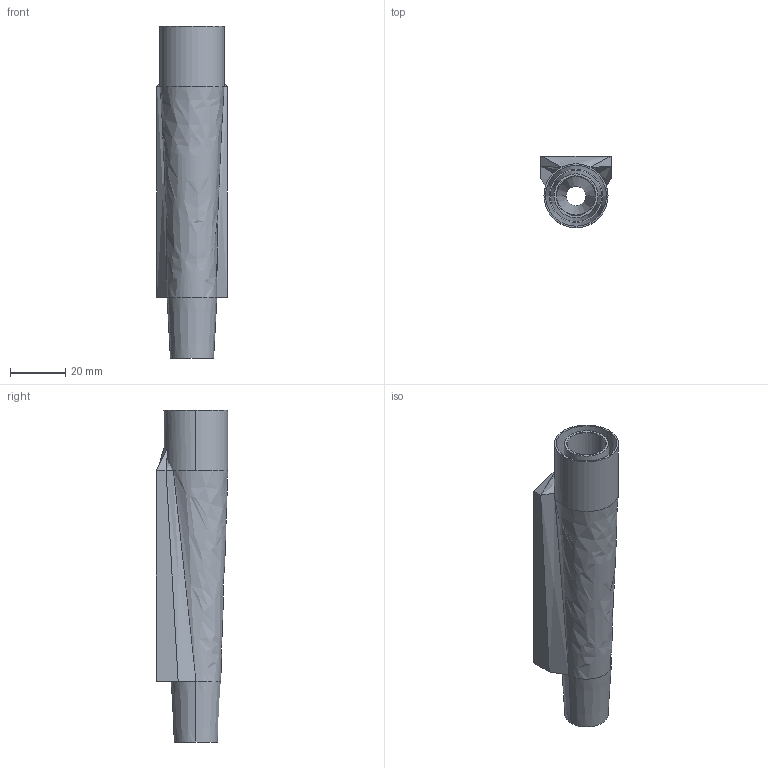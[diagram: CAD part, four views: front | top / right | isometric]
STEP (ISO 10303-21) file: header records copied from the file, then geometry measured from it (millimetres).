
FILE_DESCRIPTION (( 'STEP AP203' ), '1' );
FILE_NAME ('venturi_design_ver402.STEP', '2020-04-08T20:01:48', ( '' ), ( '' ), 'SwSTEP 2.0', 'SolidWorks 2018', '' );
FILE_SCHEMA (( 'CONFIG_CONTROL_DESIGN' ));
Length unit declared in the file: millimetre
Products named in the file (2): venturi_design_ver402
Bounding box: 25.4 x 26 x 120.2 mm (x, y, z)
Volume: 31252.8 mm3; surface area: 18622.7 mm2
Topology: 2 solids, 2 shells, 76 faces, 173 edges, 108 vertices
Faces by surface type: plane 24, cylinder 21, bspline 13, cone 10, torus 8
Entity records: 2854 total; most frequent: CARTESIAN_POINT 988, DIRECTION 365, ORIENTED_EDGE 346, EDGE_CURVE 173, AXIS2_PLACEMENT_3D 144, VERTEX_POINT 108, EDGE_LOOP 89, CIRCLE 79
